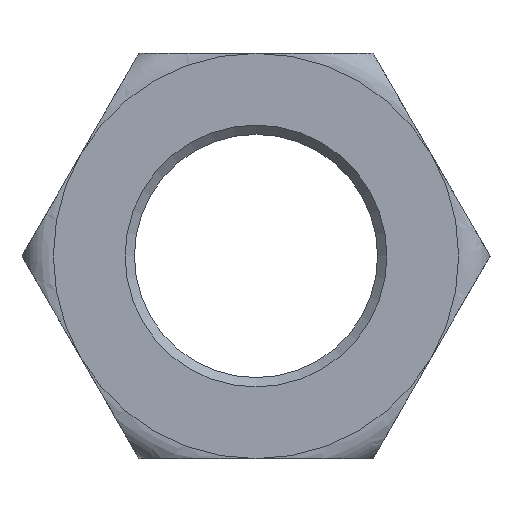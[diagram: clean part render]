
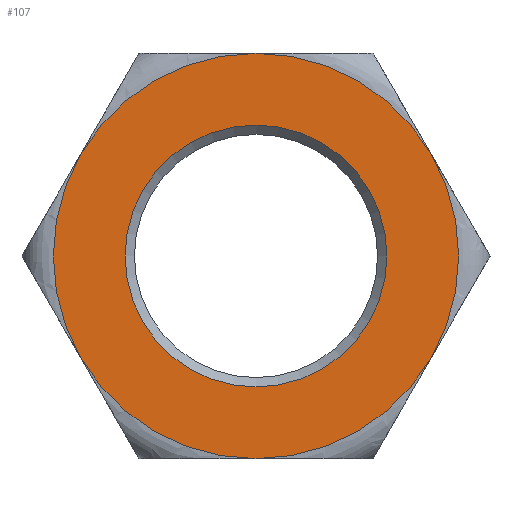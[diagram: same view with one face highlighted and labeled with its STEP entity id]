
A CAD part, front view. The second image highlights one B-rep face of the part: STEP entity #107.
In plain terms, the highlighted planar face has unit normal (0, -1, 0).
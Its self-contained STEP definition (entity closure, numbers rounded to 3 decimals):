
#39 = CARTESIAN_POINT ( 'NONE',  ( -18.764, -17., 32.5 ) ) ;
#44 = EDGE_CURVE ( 'NONE', #521, #1088, #807, .T. ) ;
#52 = AXIS2_PLACEMENT_3D ( 'NONE', #423, #407, #204 ) ;
#64 = VERTEX_POINT ( 'NONE', #1196 ) ;
#86 = FACE_OUTER_BOUND ( 'NONE', #1282, .T. ) ;
#95 = CARTESIAN_POINT ( 'NONE',  ( 0., -17., 0. ) ) ;
#106 = DIRECTION ( 'NONE',  ( 0., 0., 1. ) ) ;
#107 = ADVANCED_FACE ( 'NONE', ( #685, #86 ), #1126, .F. ) ;
#135 = VECTOR ( 'NONE', #701, 1000. ) ;
#152 = ORIENTED_EDGE ( 'NONE', *, *, #681, .T. ) ;
#156 = DIRECTION ( 'NONE',  ( 1., 0., 0. ) ) ;
#201 = DIRECTION ( 'NONE',  ( 0., 1., 0. ) ) ;
#204 = DIRECTION ( 'NONE',  ( 1., 0., 0. ) ) ;
#205 = EDGE_CURVE ( 'NONE', #573, #454, #549, .T. ) ;
#210 = CARTESIAN_POINT ( 'NONE',  ( 0., -17., 32.5 ) ) ;
#271 = DIRECTION ( 'NONE',  ( 1., 0., 0. ) ) ;
#337 = ORIENTED_EDGE ( 'NONE', *, *, #658, .F. ) ;
#342 = ORIENTED_EDGE ( 'NONE', *, *, #796, .F. ) ;
#344 = CARTESIAN_POINT ( 'NONE',  ( 18.764, -17., -32.5 ) ) ;
#367 = ORIENTED_EDGE ( 'NONE', *, *, #654, .F. ) ;
#374 = CARTESIAN_POINT ( 'NONE',  ( 0., -17., 32.5 ) ) ;
#377 = EDGE_CURVE ( 'NONE', #454, #64, #799, .T. ) ;
#390 = DIRECTION ( 'NONE',  ( 1., 0., 0. ) ) ;
#395 = CARTESIAN_POINT ( 'NONE',  ( 0., -17., -32.5 ) ) ;
#407 = DIRECTION ( 'NONE',  ( 0., 1., 0. ) ) ;
#423 = CARTESIAN_POINT ( 'NONE',  ( 0., -17., 0. ) ) ;
#453 = LINE ( 'NONE', #872, #1284 ) ;
#454 = VERTEX_POINT ( 'NONE', #210 ) ;
#490 = DIRECTION ( 'NONE',  ( 0., 1., 0. ) ) ;
#491 = DIRECTION ( 'NONE',  ( -1., 0., 0. ) ) ;
#496 = DIRECTION ( 'NONE',  ( 0., 0., 1. ) ) ;
#505 = CARTESIAN_POINT ( 'NONE',  ( 0., -17., 0. ) ) ;
#506 = DIRECTION ( 'NONE',  ( 1., 0., 0. ) ) ;
#516 = CIRCLE ( 'NONE', #730, 21. ) ;
#521 = VERTEX_POINT ( 'NONE', #1060 ) ;
#532 = VECTOR ( 'NONE', #271, 1000. ) ;
#533 = VERTEX_POINT ( 'NONE', #1134 ) ;
#535 = AXIS2_PLACEMENT_3D ( 'NONE', #1187, #1086, #883 ) ;
#540 = EDGE_CURVE ( 'NONE', #1088, #1175, #1201, .T. ) ;
#549 = LINE ( 'NONE', #39, #532 ) ;
#564 = CARTESIAN_POINT ( 'NONE',  ( 28.146, -17., -16.25 ) ) ;
#573 = VERTEX_POINT ( 'NONE', #374 ) ;
#624 = EDGE_CURVE ( 'NONE', #732, #533, #960, .T. ) ;
#649 = CARTESIAN_POINT ( 'NONE',  ( 0., -17., 21. ) ) ;
#654 = EDGE_CURVE ( 'NONE', #533, #830, #1197, .T. ) ;
#655 = AXIS2_PLACEMENT_3D ( 'NONE', #698, #794, #390 ) ;
#658 = EDGE_CURVE ( 'NONE', #873, #573, #1176, .T. ) ;
#681 = EDGE_CURVE ( 'NONE', #1044, #1044, #516, .T. ) ;
#685 = FACE_BOUND ( 'NONE', #860, .T. ) ;
#687 = DIRECTION ( 'NONE',  ( 0., 1., 0. ) ) ;
#698 = CARTESIAN_POINT ( 'NONE',  ( 0., -17., 0. ) ) ;
#701 = DIRECTION ( 'NONE',  ( -0.5, 0., 0.866 ) ) ;
#718 = ORIENTED_EDGE ( 'NONE', *, *, #540, .F. ) ;
#730 = AXIS2_PLACEMENT_3D ( 'NONE', #1014, #687, #106 ) ;
#732 = VERTEX_POINT ( 'NONE', #1173 ) ;
#745 = CARTESIAN_POINT ( 'NONE',  ( -28.146, -17., -16.25 ) ) ;
#760 = VECTOR ( 'NONE', #833, 1000. ) ;
#779 = CARTESIAN_POINT ( 'NONE',  ( 0., -17., 0. ) ) ;
#794 = DIRECTION ( 'NONE',  ( 0., 1., 0. ) ) ;
#796 = EDGE_CURVE ( 'NONE', #1175, #732, #1272, .T. ) ;
#799 = CIRCLE ( 'NONE', #52, 32.5 ) ;
#807 = CIRCLE ( 'NONE', #655, 32.5 ) ;
#821 = AXIS2_PLACEMENT_3D ( 'NONE', #505, #201, #491 ) ;
#830 = VERTEX_POINT ( 'NONE', #745 ) ;
#833 = DIRECTION ( 'NONE',  ( -1., 0., 0. ) ) ;
#860 = EDGE_LOOP ( 'NONE', ( #152 ) ) ;
#872 = CARTESIAN_POINT ( 'NONE',  ( 18.764, -17., 32.5 ) ) ;
#873 = VERTEX_POINT ( 'NONE', #1177 ) ;
#876 = EDGE_CURVE ( 'NONE', #830, #873, #1115, .T. ) ;
#880 = DIRECTION ( 'NONE',  ( 0., 1., 0. ) ) ;
#883 = DIRECTION ( 'NONE',  ( 1., 0., 0. ) ) ;
#887 = DIRECTION ( 'NONE',  ( 0.5, 0., -0.866 ) ) ;
#901 = CARTESIAN_POINT ( 'NONE',  ( -18.764, -17., -32.5 ) ) ;
#904 = EDGE_CURVE ( 'NONE', #64, #521, #453, .T. ) ;
#907 = CARTESIAN_POINT ( 'NONE',  ( 0., -17., 0. ) ) ;
#915 = AXIS2_PLACEMENT_3D ( 'NONE', #95, #1030, #506 ) ;
#917 = AXIS2_PLACEMENT_3D ( 'NONE', #779, #880, #156 ) ;
#960 = CIRCLE ( 'NONE', #535, 32.5 ) ;
#969 = ORIENTED_EDGE ( 'NONE', *, *, #904, .F. ) ;
#1014 = CARTESIAN_POINT ( 'NONE',  ( 0., -17., 0. ) ) ;
#1030 = DIRECTION ( 'NONE',  ( 0., 1., 0. ) ) ;
#1044 = VERTEX_POINT ( 'NONE', #649 ) ;
#1051 = ORIENTED_EDGE ( 'NONE', *, *, #876, .F. ) ;
#1052 = AXIS2_PLACEMENT_3D ( 'NONE', #907, #490, #496 ) ;
#1060 = CARTESIAN_POINT ( 'NONE',  ( 28.146, -17., 16.25 ) ) ;
#1072 = ORIENTED_EDGE ( 'NONE', *, *, #205, .F. ) ;
#1086 = DIRECTION ( 'NONE',  ( 0., 1., 0. ) ) ;
#1088 = VERTEX_POINT ( 'NONE', #564 ) ;
#1115 = CIRCLE ( 'NONE', #917, 32.5 ) ;
#1126 = PLANE ( 'NONE',  #1052 ) ;
#1134 = CARTESIAN_POINT ( 'NONE',  ( -28.146, -17., -16.25 ) ) ;
#1160 = ORIENTED_EDGE ( 'NONE', *, *, #377, .F. ) ;
#1166 = ORIENTED_EDGE ( 'NONE', *, *, #44, .F. ) ;
#1173 = CARTESIAN_POINT ( 'NONE',  ( 0., -17., -32.5 ) ) ;
#1175 = VERTEX_POINT ( 'NONE', #395 ) ;
#1176 = CIRCLE ( 'NONE', #821, 32.5 ) ;
#1177 = CARTESIAN_POINT ( 'NONE',  ( -28.146, -17., 16.25 ) ) ;
#1187 = CARTESIAN_POINT ( 'NONE',  ( 0., -17., 0. ) ) ;
#1196 = CARTESIAN_POINT ( 'NONE',  ( 28.146, -17., 16.25 ) ) ;
#1197 = LINE ( 'NONE', #901, #135 ) ;
#1201 = CIRCLE ( 'NONE', #915, 32.5 ) ;
#1272 = LINE ( 'NONE', #344, #760 ) ;
#1282 = EDGE_LOOP ( 'NONE', ( #1286, #342, #718, #1166, #969, #1160, #1072, #337, #1051, #367 ) ) ;
#1284 = VECTOR ( 'NONE', #887, 1000. ) ;
#1286 = ORIENTED_EDGE ( 'NONE', *, *, #624, .F. ) ;
